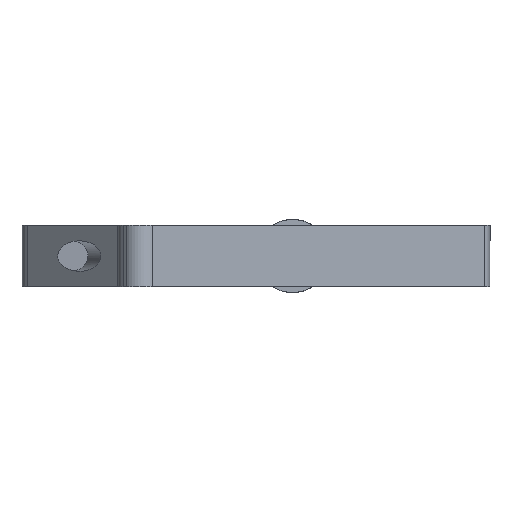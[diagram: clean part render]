
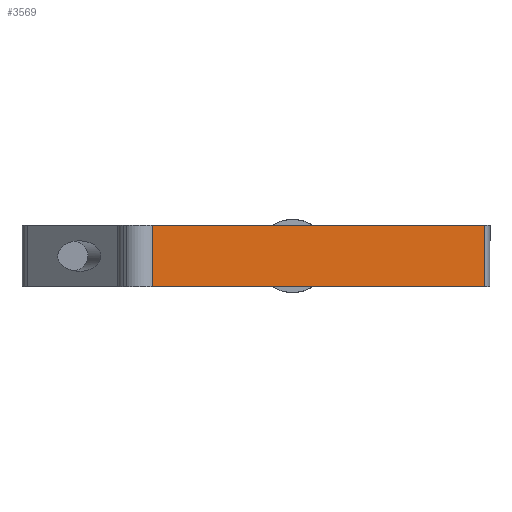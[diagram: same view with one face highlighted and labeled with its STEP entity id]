
A CAD part, left-side view. The second image highlights one B-rep face of the part: STEP entity #3569.
In plain terms, the highlighted face is planar.
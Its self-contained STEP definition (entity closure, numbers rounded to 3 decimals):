
#2933=CARTESIAN_POINT('',(80.0,0.,0.0));
#2934=VERTEX_POINT('',#2933);
#2942=CARTESIAN_POINT('',(3.,0.,0.0));
#2943=VERTEX_POINT('',#2942);
#2944=CARTESIAN_POINT('',(3.,0.,0.0));
#2945=DIRECTION('',(1.0,0.0,0.0));
#2946=VECTOR('',#2945,77.0);
#2947=LINE('',#2944,#2946);
#2948=EDGE_CURVE('',#2943,#2934,#2947,.T.);
#3326=CARTESIAN_POINT('',(3.,0.,10.0));
#3327=VERTEX_POINT('',#3326);
#3335=CARTESIAN_POINT('',(80.0,0.,10.0));
#3336=VERTEX_POINT('',#3335);
#3337=CARTESIAN_POINT('',(80.0,0.,10.0));
#3338=DIRECTION('',(-1.0,0.0,0.0));
#3339=VECTOR('',#3338,77.0);
#3340=LINE('',#3337,#3339);
#3341=EDGE_CURVE('',#3336,#3327,#3340,.T.);
#3536=CARTESIAN_POINT('',(3.,0.,0.0));
#3537=DIRECTION('',(0.0,0.0,1.0));
#3538=VECTOR('',#3537,10.0);
#3539=LINE('',#3536,#3538);
#3540=EDGE_CURVE('',#2943,#3327,#3539,.T.);
#3553=CARTESIAN_POINT('',(83.0,0.,0.0));
#3554=DIRECTION('',(0.0,-1.0,0.0));
#3555=DIRECTION('',(0.0,0.0,-1.0));
#3556=AXIS2_PLACEMENT_3D('',#3553,#3554,#3555);
#3557=PLANE('',#3556);
#3558=ORIENTED_EDGE('',*,*,#3540,.F.);
#3559=ORIENTED_EDGE('',*,*,#2948,.T.);
#3560=CARTESIAN_POINT('',(80.0,0.,10.0));
#3561=DIRECTION('',(0.0,0.0,-1.0));
#3562=VECTOR('',#3561,10.0);
#3563=LINE('',#3560,#3562);
#3564=EDGE_CURVE('',#3336,#2934,#3563,.T.);
#3565=ORIENTED_EDGE('',*,*,#3564,.F.);
#3566=ORIENTED_EDGE('',*,*,#3341,.T.);
#3567=EDGE_LOOP('',(#3558,#3559,#3565,#3566));
#3568=FACE_OUTER_BOUND('',#3567,.T.);
#3569=ADVANCED_FACE('',(#3568),#3557,.T.);
